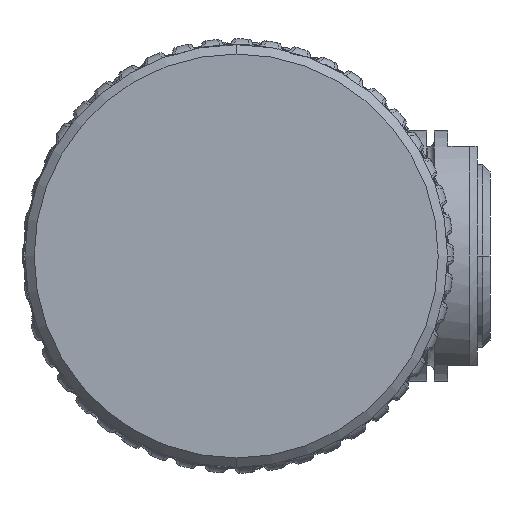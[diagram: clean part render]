
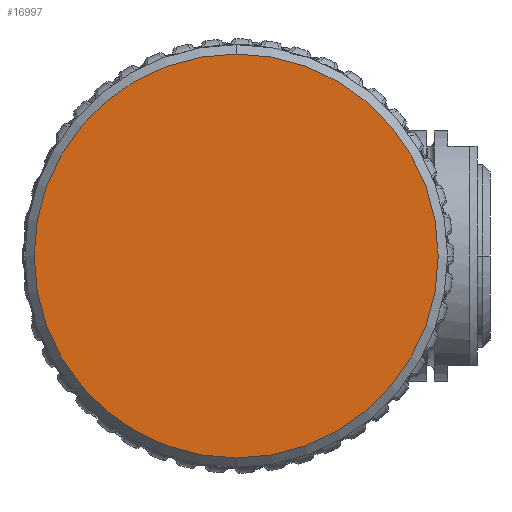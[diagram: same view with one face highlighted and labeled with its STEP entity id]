
A CAD part, left-side view. The second image highlights one B-rep face of the part: STEP entity #16997.
In plain terms, the highlighted planar face has unit normal (-1, 0, 0).
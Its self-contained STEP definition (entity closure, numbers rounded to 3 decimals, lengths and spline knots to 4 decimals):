
#16067=CARTESIAN_POINT('',(-6.055,0.,0.));
#16068=DIRECTION('',(1.,0.,0.));
#16069=DIRECTION('',(0.,0.,-1.));
#16070=AXIS2_PLACEMENT_3D('',#16067,#16068,#16069);
#16081=CARTESIAN_POINT('',(-6.055,0.,0.));
#16082=DIRECTION('',(-1.,0.,0.));
#16083=DIRECTION('',(0.,0.,-1.));
#16084=AXIS2_PLACEMENT_3D('',#16081,#16082,#16083);
#16825=CARTESIAN_POINT('',(-6.055,0.,-0.865));
#16826=CARTESIAN_POINT('',(-6.055,0.,0.865));
#16827=VERTEX_POINT('',#16825);
#16828=VERTEX_POINT('',#16826);
#16986=CARTESIAN_POINT('',(-6.055,0.,0.));
#16987=DIRECTION('',(-1.,0.,0.));
#16988=DIRECTION('',(0.,0.,1.));
#16989=AXIS2_PLACEMENT_3D('',#16986,#16987,#16988);
#16990=PLANE('',#16989);
#16992=ORIENTED_EDGE('',*,*,#16991,.F.);
#16994=ORIENTED_EDGE('',*,*,#16993,.T.);
#16995=EDGE_LOOP('',(#16992,#16994));
#16996=FACE_OUTER_BOUND('',#16995,.F.);
#16997=ADVANCED_FACE('',(#16996),#16990,.T.);
#16071=CIRCLE('',#16070,0.865);
#16085=CIRCLE('',#16084,0.865);
#16991=EDGE_CURVE('',#16827,#16828,#16085,.T.);
#16993=EDGE_CURVE('',#16827,#16828,#16071,.T.);
